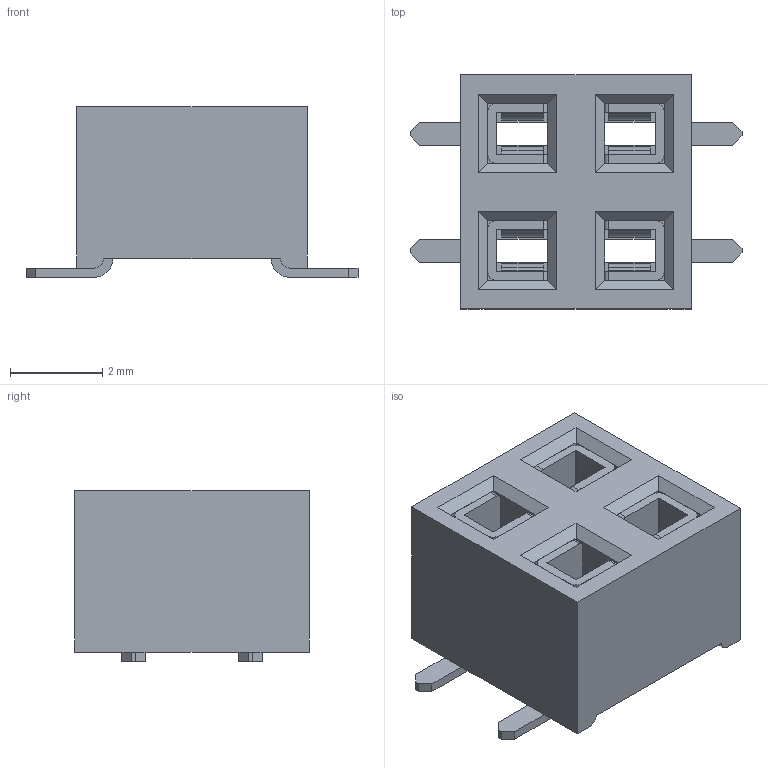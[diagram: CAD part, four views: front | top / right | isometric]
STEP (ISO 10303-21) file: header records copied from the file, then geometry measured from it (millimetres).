
FILE_DESCRIPTION(/* description */ ('Unknown'),/* implementation_level */ '2;1');
FILE_NAME(/* name */ 'J_Wurth_WR-PHD_610004243021',/* time_stamp */ '2025-04-21T10:55:44+08:00',/* author */ ('Unknown'),/* organization */ ('Unknown'),/* preprocessor_version */ 'ST-DEVELOPER v19.4',/* originating_system */ 'Solid Edge',/* authorisation */ 'Unknown');
FILE_SCHEMA (('AUTOMOTIVE_DESIGN {1 0 10303 214 3 1 1}'));
Length unit declared in the file: millimetre
Products named in the file (2): J_Wurth_WR-PHD_610004243021
Assembly tree (1 placements, depth 2):
  J_Wurth_WR-PHD_610004243021
    J_Wurth_WR-PHD_610004243021
Bounding box: 7.21 x 5.08 x 3.7 mm (x, y, z)
Volume: 70.9 mm3; surface area: 280 mm2
Topology: 5 solids, 5 shells, 346 faces, 932 edges, 592 vertices
Faces by surface type: plane 248, cylinder 98
Entity records: 10774 total; most frequent: CARTESIAN_POINT 1872, ORIENTED_EDGE 1864, DIRECTION 1824, EDGE_CURVE 932, LINE 736, VECTOR 736, VERTEX_POINT 592, AXIS2_PLACEMENT_3D 544
